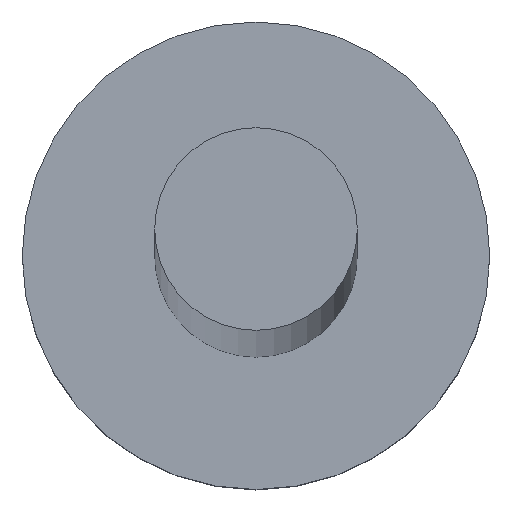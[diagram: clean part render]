
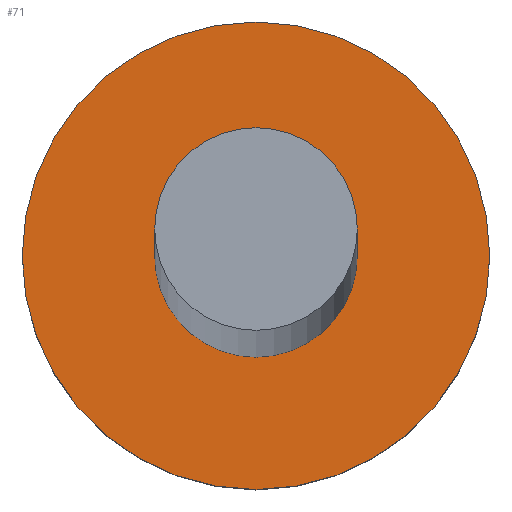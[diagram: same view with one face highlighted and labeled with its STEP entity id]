
A CAD part, top view. The second image highlights one B-rep face of the part: STEP entity #71.
In plain terms, the highlighted planar face has unit normal (0, 0, 1).
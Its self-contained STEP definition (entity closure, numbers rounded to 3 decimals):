
#10 = EDGE_CURVE ( 'NONE', #122, #89, #102, .T. ) ;
#29 = EDGE_LOOP ( 'NONE', ( #75, #241 ) ) ;
#38 = FACE_BOUND ( 'NONE', #29, .T. ) ;
#42 = CARTESIAN_POINT ( 'NONE',  ( 0., 0., 1.5 ) ) ;
#47 = CIRCLE ( 'NONE', #163, 0.65 ) ;
#49 = VERTEX_POINT ( 'NONE', #230 ) ;
#60 = DIRECTION ( 'NONE',  ( 1., 0., 0. ) ) ;
#62 = PLANE ( 'NONE',  #177 ) ;
#71 = ADVANCED_FACE ( 'NONE', ( #38, #112 ), #62, .T. ) ;
#73 = AXIS2_PLACEMENT_3D ( 'NONE', #42, #120, #115 ) ;
#75 = ORIENTED_EDGE ( 'NONE', *, *, #254, .F. ) ;
#84 = CARTESIAN_POINT ( 'NONE',  ( 0., 0., 1.5 ) ) ;
#87 = ORIENTED_EDGE ( 'NONE', *, *, #255, .T. ) ;
#89 = VERTEX_POINT ( 'NONE', #249 ) ;
#102 = CIRCLE ( 'NONE', #252, 0.65 ) ;
#112 = FACE_OUTER_BOUND ( 'NONE', #243, .T. ) ;
#115 = DIRECTION ( 'NONE',  ( 1., 0., 0. ) ) ;
#117 = CARTESIAN_POINT ( 'NONE',  ( 0., 0., 1.5 ) ) ;
#120 = DIRECTION ( 'NONE',  ( 0., 0., 1. ) ) ;
#122 = VERTEX_POINT ( 'NONE', #175 ) ;
#123 = VERTEX_POINT ( 'NONE', #185 ) ;
#127 = ORIENTED_EDGE ( 'NONE', *, *, #240, .T. ) ;
#152 = DIRECTION ( 'NONE',  ( 0., 0., 1. ) ) ;
#155 = DIRECTION ( 'NONE',  ( 0., 0., 1. ) ) ;
#158 = DIRECTION ( 'NONE',  ( 0., 0., 1. ) ) ;
#163 = AXIS2_PLACEMENT_3D ( 'NONE', #117, #253, #196 ) ;
#175 = CARTESIAN_POINT ( 'NONE',  ( 0.65, 0., 1.5 ) ) ;
#176 = CIRCLE ( 'NONE', #73, 1.5 ) ;
#177 = AXIS2_PLACEMENT_3D ( 'NONE', #189, #152, #60 ) ;
#185 = CARTESIAN_POINT ( 'NONE',  ( 1.5, 0., 1.5 ) ) ;
#189 = CARTESIAN_POINT ( 'NONE',  ( 0., 0., 1.5 ) ) ;
#196 = DIRECTION ( 'NONE',  ( 1., 0., 0. ) ) ;
#205 = DIRECTION ( 'NONE',  ( 1., 0., 0. ) ) ;
#226 = CARTESIAN_POINT ( 'NONE',  ( 0., 0., 1.5 ) ) ;
#227 = CIRCLE ( 'NONE', #233, 1.5 ) ;
#230 = CARTESIAN_POINT ( 'NONE',  ( -1.5, 0., 1.5 ) ) ;
#233 = AXIS2_PLACEMENT_3D ( 'NONE', #84, #155, #235 ) ;
#235 = DIRECTION ( 'NONE',  ( 1., 0., 0. ) ) ;
#240 = EDGE_CURVE ( 'NONE', #123, #49, #176, .T. ) ;
#241 = ORIENTED_EDGE ( 'NONE', *, *, #10, .F. ) ;
#243 = EDGE_LOOP ( 'NONE', ( #87, #127 ) ) ;
#249 = CARTESIAN_POINT ( 'NONE',  ( -0.65, 0., 1.5 ) ) ;
#252 = AXIS2_PLACEMENT_3D ( 'NONE', #226, #158, #205 ) ;
#253 = DIRECTION ( 'NONE',  ( 0., 0., 1. ) ) ;
#254 = EDGE_CURVE ( 'NONE', #89, #122, #47, .T. ) ;
#255 = EDGE_CURVE ( 'NONE', #49, #123, #227, .T. ) ;
